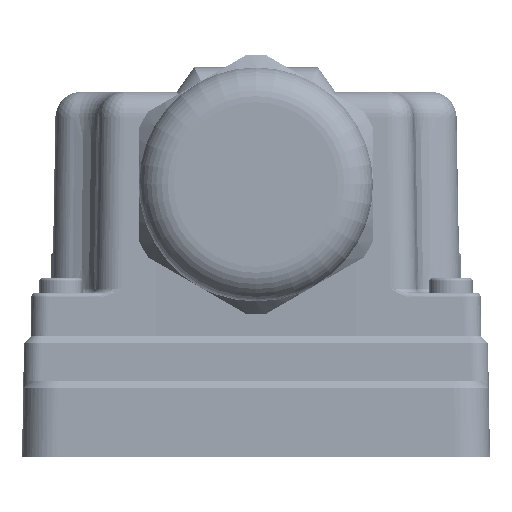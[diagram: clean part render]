
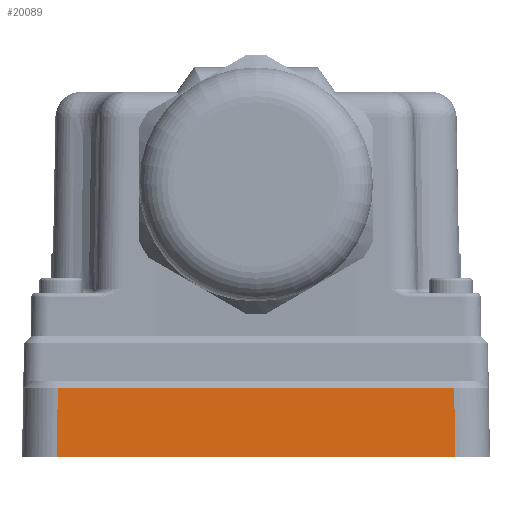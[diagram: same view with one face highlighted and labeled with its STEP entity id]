
A CAD part, left-side view. The second image highlights one B-rep face of the part: STEP entity #20089.
In plain terms, the highlighted planar face has unit normal (-1, 0, 0.018).
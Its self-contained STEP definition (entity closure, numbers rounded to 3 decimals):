
#6588=PLANE('',#82867);
#8703=LINE('',#114767,#14335);
#9123=LINE('',#115723,#14755);
#9124=LINE('',#115725,#14756);
#9125=LINE('',#115727,#14757);
#14335=VECTOR('',#91667,1.);
#14755=VECTOR('',#92489,1.);
#14756=VECTOR('',#92492,1.);
#14757=VECTOR('',#92493,1.);
#20089=ADVANCED_FACE('',(#25111),#6588,.T.);
#25111=FACE_OUTER_BOUND('',#29588,.T.);
#29588=EDGE_LOOP('',(#36102,#36103,#36104,#36105));
#36102=ORIENTED_EDGE('',*,*,#67586,.F.);
#36103=ORIENTED_EDGE('',*,*,#67587,.T.);
#36104=ORIENTED_EDGE('',*,*,#67588,.T.);
#36105=ORIENTED_EDGE('',*,*,#67121,.T.);
#59235=VERTEX_POINT('',#114741);
#59239=VERTEX_POINT('',#114766);
#59504=VERTEX_POINT('',#115722);
#59505=VERTEX_POINT('',#115726);
#67121=EDGE_CURVE('',#59235,#59239,#8703,.T.);
#67586=EDGE_CURVE('',#59504,#59239,#9123,.T.);
#67587=EDGE_CURVE('',#59504,#59505,#9124,.T.);
#67588=EDGE_CURVE('',#59505,#59235,#9125,.T.);
#82867=AXIS2_PLACEMENT_3D('',#115728,#92494,#92495);
#91667=DIRECTION('',(0.,1.,0.));
#92489=DIRECTION('',(0.017,-0.017,1.));
#92492=DIRECTION('',(0.,-1.,0.));
#92493=DIRECTION('',(0.017,0.017,1.));
#92494=DIRECTION('',(-1.,0.,0.017));
#92495=DIRECTION('',(0.,1.,0.));
#114741=CARTESIAN_POINT('',(-78.86,-22.861,0.5));
#114766=CARTESIAN_POINT('',(-78.86,22.861,0.5));
#114767=CARTESIAN_POINT('',(-78.86,-22.861,0.5));
#115722=CARTESIAN_POINT('',(-79.,23.001,-7.5));
#115723=CARTESIAN_POINT('',(-79.,23.001,-7.5));
#115725=CARTESIAN_POINT('',(-79.,23.001,-7.5));
#115726=CARTESIAN_POINT('',(-79.,-23.001,-7.5));
#115727=CARTESIAN_POINT('',(-79.,-23.001,-7.5));
#115728=CARTESIAN_POINT('',(-79.,29.172,-7.5));
